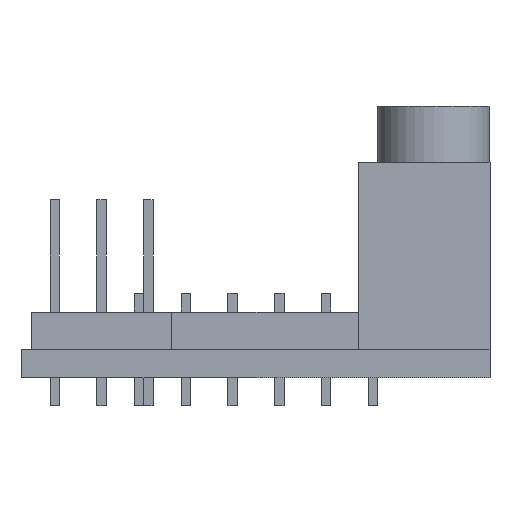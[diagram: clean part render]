
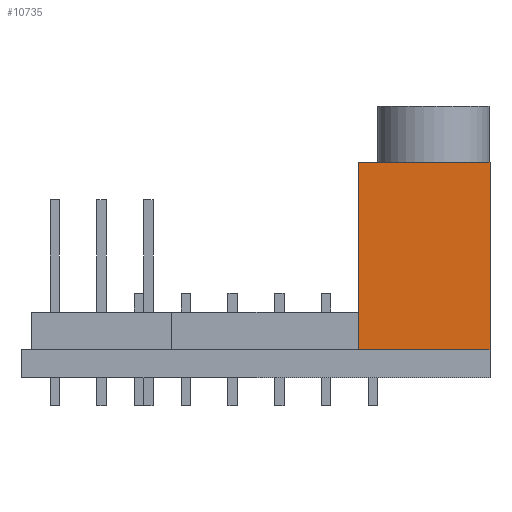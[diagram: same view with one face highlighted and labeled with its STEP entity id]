
A CAD part, front view. The second image highlights one B-rep face of the part: STEP entity #10735.
In plain terms, the highlighted planar face has unit normal (0, -1, 0).
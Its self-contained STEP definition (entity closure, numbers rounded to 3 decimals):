
#722=FACE_OUTER_BOUND('',#1317,.T.);
#1317=EDGE_LOOP('',(#8981,#8982,#8983,#8984));
#2815=LINE('',#16877,#4236);
#2819=LINE('',#16886,#4240);
#2820=LINE('',#16887,#4241);
#2821=LINE('',#16888,#4242);
#4236=VECTOR('',#13889,10.);
#4240=VECTOR('',#13895,10.);
#4241=VECTOR('',#13896,10.);
#4242=VECTOR('',#13897,10.);
#5223=VERTEX_POINT('',#16875);
#5224=VERTEX_POINT('',#16876);
#5227=VERTEX_POINT('',#16884);
#5228=VERTEX_POINT('',#16885);
#6632=EDGE_CURVE('',#5223,#5224,#2815,.T.);
#6636=EDGE_CURVE('',#5227,#5228,#2819,.T.);
#6637=EDGE_CURVE('',#5223,#5227,#2820,.T.);
#6638=EDGE_CURVE('',#5228,#5224,#2821,.T.);
#8981=ORIENTED_EDGE('',*,*,#6636,.F.);
#8982=ORIENTED_EDGE('',*,*,#6637,.F.);
#8983=ORIENTED_EDGE('',*,*,#6632,.T.);
#8984=ORIENTED_EDGE('',*,*,#6638,.F.);
#10140=PLANE('',#11358);
#10735=ADVANCED_FACE('',(#722),#10140,.F.);
#11358=AXIS2_PLACEMENT_3D('',#16883,#13893,#13894);
#13889=DIRECTION('',(-1.,0.,0.));
#13893=DIRECTION('center_axis',(0.,1.,0.));
#13894=DIRECTION('ref_axis',(0.,0.,1.));
#13895=DIRECTION('',(-1.,0.,0.));
#13896=DIRECTION('',(0.,0.,-1.));
#13897=DIRECTION('',(0.,0.,1.));
#16875=CARTESIAN_POINT('',(12.5,-6.,13.));
#16876=CARTESIAN_POINT('',(5.5,-6.,13.));
#16877=CARTESIAN_POINT('',(9.,-6.,13.));
#16883=CARTESIAN_POINT('Origin',(9.,-6.,8.));
#16884=CARTESIAN_POINT('',(12.5,-6.,3.));
#16885=CARTESIAN_POINT('',(5.5,-6.,3.));
#16886=CARTESIAN_POINT('',(5.015,-6.,3.));
#16887=CARTESIAN_POINT('',(12.5,-6.,6.146));
#16888=CARTESIAN_POINT('',(5.5,-6.,8.));
